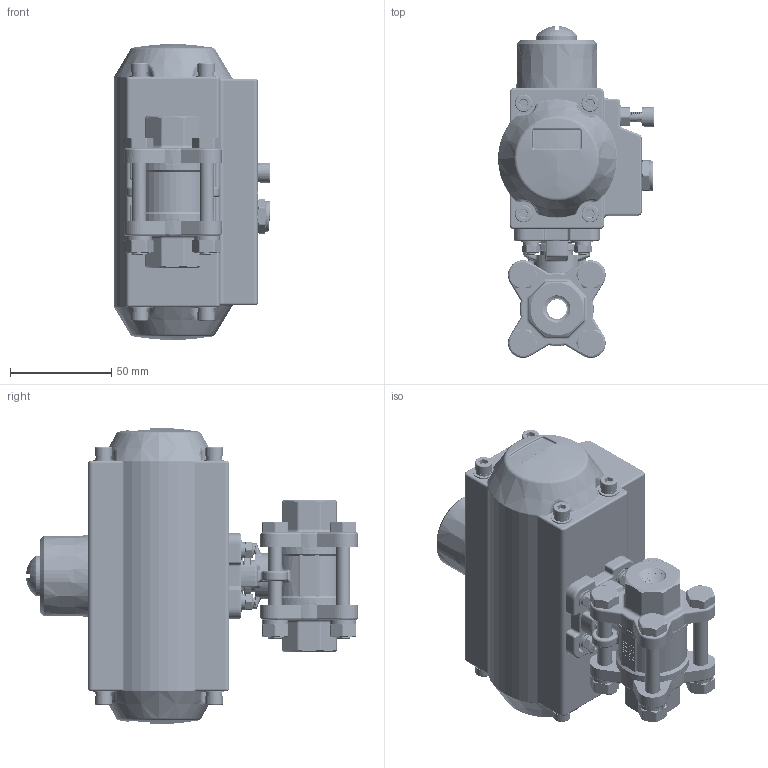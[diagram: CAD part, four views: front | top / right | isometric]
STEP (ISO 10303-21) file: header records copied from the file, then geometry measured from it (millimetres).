
FILE_DESCRIPTION (( 'STEP AP214' ), '1' );
FILE_NAME ('KS1-4.STEP', '2019-02-11T18:51:06', ( '' ), ( '' ), 'SwSTEP 2.0', 'SolidWorks 2016', '' );
FILE_SCHEMA (( 'AUTOMOTIVE_DESIGN' ));
Length unit declared in the file: millimetre
Products named in the file (1): KS1-4
Bounding box: 76.9 x 163.66 x 146 mm (x, y, z)
Volume: 658057 mm3; surface area: 133629 mm2
Topology: 60 solids, 60 shells, 8018 faces, 26026 edges, 14747 vertices
Faces by surface type: cylinder 4971, sphere 1296, plane 750, bspline 399, cone 321, torus 281
Entity records: 468295 total; most frequent: CARTESIAN_POINT 172625, DIRECTION 46983, ORIENTED_EDGE 44916, EDGE_CURVE 22458, AXIS2_PLACEMENT_3D 20270, CIRCLE 12650, VERTEX_POINT 12414, EDGE_LOOP 8256
